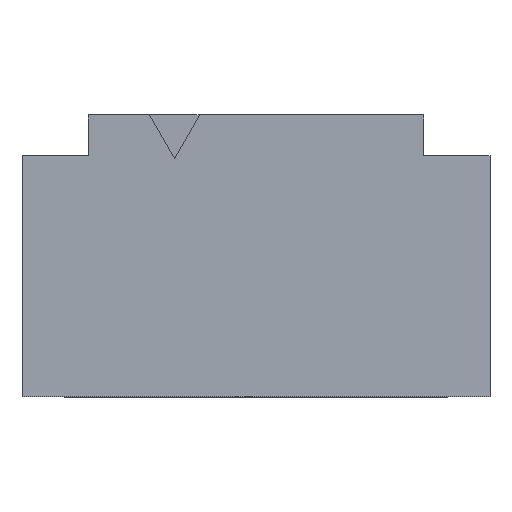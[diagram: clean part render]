
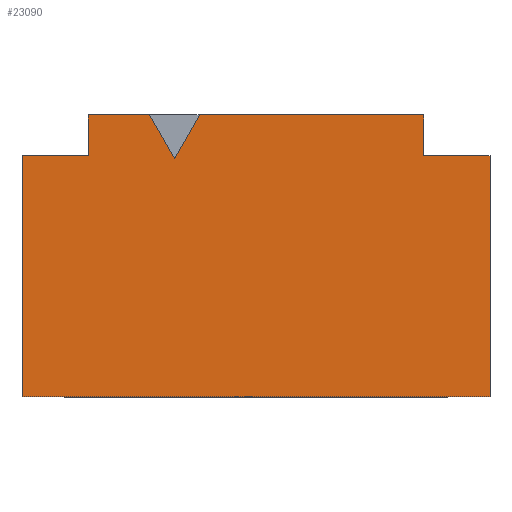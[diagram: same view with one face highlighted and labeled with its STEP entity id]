
A CAD part, top view. The second image highlights one B-rep face of the part: STEP entity #23090.
In plain terms, the highlighted planar face has unit normal (0, 0, 1).
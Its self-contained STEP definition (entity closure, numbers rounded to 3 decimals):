
#3730=CARTESIAN_POINT('',(19.15,-0.75,5.65));
#3740=VERTEX_POINT('',#3730);
#3910=CARTESIAN_POINT('',(18.65,-0.75,5.65));
#3920=VERTEX_POINT('',#3910);
#3950=CARTESIAN_POINT('',(18.5,-0.75,5.65));
#3960=DIRECTION('',(-1.,0.,0.));
#3970=VECTOR('',#3960,1.);
#3980=LINE('',#3950,#3970);
#3990=CARTESIAN_POINT('',(18.05,-0.75,5.65));
#4000=VERTEX_POINT('',#3990);
#4010=EDGE_CURVE('',#3920,#4000,#3980,.T.);
#5560=CARTESIAN_POINT('',(21.35,-0.75,5.65));
#5570=VERTEX_POINT('',#5560);
#5600=CARTESIAN_POINT('',(28.1,-0.75,5.65));
#5610=DIRECTION('',(-1.,0.,0.));
#5620=VECTOR('',#5610,1.);
#5630=LINE('',#5600,#5620);
#5640=EDGE_CURVE('',#5570,#3740,#5630,.T.);
#6430=CARTESIAN_POINT('',(18.9,-1.183,5.65));
#6440=VERTEX_POINT('',#6430);
#6470=CARTESIAN_POINT('',(20.007,-3.1,
5.65));
#6480=DIRECTION('',(-0.5,0.866,-0.));
#6490=VECTOR('',#6480,1.);
#6500=LINE('',#6470,#6490);
#6510=EDGE_CURVE('',#6440,#3920,#6500,.T.);
#8070=CARTESIAN_POINT('',(17.793,-3.1,
5.65));
#8080=DIRECTION('',(-0.5,-0.866,0.));
#8090=VECTOR('',#8080,1.);
#8100=LINE('',#8070,#8090);
#8110=EDGE_CURVE('',#3740,#6440,#8100,.T.);
#9150=CARTESIAN_POINT('',(18.05,-1.15,5.65));
#9160=VERTEX_POINT('',#9150);
#9190=CARTESIAN_POINT('',(17.48,-1.15,5.65));
#9200=DIRECTION('',(-1.,0.,0.));
#9210=VECTOR('',#9200,1.);
#9220=LINE('',#9190,#9210);
#9230=CARTESIAN_POINT('',(17.4,-1.15,5.65));
#9240=VERTEX_POINT('',#9230);
#9250=EDGE_CURVE('',#9160,#9240,#9220,.T.);
#11650=CARTESIAN_POINT('',(18.05,-3.1,5.65));
#11660=DIRECTION('',(0.,1.,0.));
#11670=VECTOR('',#11660,1.);
#11680=LINE('',#11650,#11670);
#11690=EDGE_CURVE('',#9160,#4000,#11680,.T.);
#14600=CARTESIAN_POINT('',(17.4,-3.52,5.65));
#14610=VERTEX_POINT('',#14600);
#14640=CARTESIAN_POINT('',(25.7,-3.52,5.65));
#14650=DIRECTION('',(-1.,0.,0.));
#14660=VECTOR('',#14650,1.);
#14670=LINE('',#14640,#14660);
#14680=CARTESIAN_POINT('',(22.,-3.52,5.65));
#14690=VERTEX_POINT('',#14680);
#14700=EDGE_CURVE('',#14690,#14610,#14670,.T.);
#15450=CARTESIAN_POINT('',(17.4,-1.15,5.65));
#15460=DIRECTION('',(0.,-1.,0.));
#15470=VECTOR('',#15460,1.);
#15480=LINE('',#15450,#15470);
#15490=EDGE_CURVE('',#9240,#14610,#15480,.T.);
#22720=CARTESIAN_POINT('',(27.3,-2.26,5.65));
#22730=DIRECTION('',(-0.,-0.,-1.));
#22740=DIRECTION('',(0.,-1.,0.));
#22750=AXIS2_PLACEMENT_3D('',#22720,#22730,#22740);
#22760=PLANE('',#22750);
#22770=CARTESIAN_POINT('',(21.35,-3.1,5.65));
#22780=DIRECTION('',(0.,1.,0.));
#22790=VECTOR('',#22780,1.);
#22800=LINE('',#22770,#22790);
#22810=CARTESIAN_POINT('',(21.35,-1.15,5.65));
#22820=VERTEX_POINT('',#22810);
#22830=EDGE_CURVE('',#22820,#5570,#22800,.T.);
#22840=ORIENTED_EDGE('',*,*,#22830,.T.);
#22850=CARTESIAN_POINT('',(21.92,-1.15,5.65));
#22860=DIRECTION('',(1.,0.,0.));
#22870=VECTOR('',#22860,1.);
#22880=LINE('',#22850,#22870);
#22890=CARTESIAN_POINT('',(22.,-1.15,5.65));
#22900=VERTEX_POINT('',#22890);
#22910=EDGE_CURVE('',#22820,#22900,#22880,.T.);
#22920=ORIENTED_EDGE('',*,*,#22910,.F.);
#22930=CARTESIAN_POINT('',(22.,-1.15,5.65));
#22940=DIRECTION('',(0.,-1.,0.));
#22950=VECTOR('',#22940,1.);
#22960=LINE('',#22930,#22950);
#22970=EDGE_CURVE('',#22900,#14690,#22960,.T.);
#22980=ORIENTED_EDGE('',*,*,#22970,.F.);
#22990=ORIENTED_EDGE('',*,*,#14700,.F.);
#23000=ORIENTED_EDGE('',*,*,#15490,.T.);
#23010=ORIENTED_EDGE('',*,*,#9250,.T.);
#23020=ORIENTED_EDGE('',*,*,#11690,.F.);
#23030=ORIENTED_EDGE('',*,*,#4010,.T.);
#23040=ORIENTED_EDGE('',*,*,#6510,.T.);
#23050=ORIENTED_EDGE('',*,*,#8110,.T.);
#23060=ORIENTED_EDGE('',*,*,#5640,.T.);
#23070=EDGE_LOOP('',(#23060,#23050,#23040,#23030,#23020,#23010,#23000,
#22990,#22980,#22920,#22840));
#23080=FACE_OUTER_BOUND('',#23070,.T.);
#23090=ADVANCED_FACE('',(#23080),#22760,.F.);
